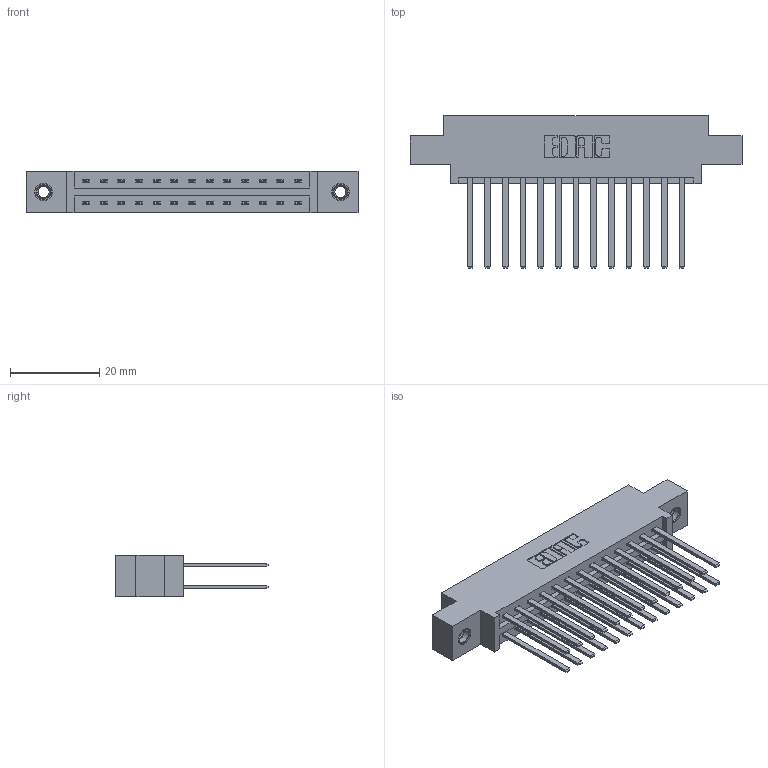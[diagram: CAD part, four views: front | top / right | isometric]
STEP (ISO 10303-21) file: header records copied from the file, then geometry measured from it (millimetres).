
FILE_DESCRIPTION (( 'STEP AP203' ), '1' );
FILE_NAME ('387-026-544-807.STEP', '2019-10-16T20:27:59', ( '' ), ( '' ), 'SwSTEP 2.0', 'SolidWorks 2016', '' );
FILE_SCHEMA (( 'CONFIG_CONTROL_DESIGN' ));
Length unit declared in the file: inch
Products named in the file (4): 345-292-001_345-293-144; 337 Part_0.170 Offset - 0.156 Dia-TI; 345-250-001_345-250-005-103; 387-026-544-807
Assembly tree (29 placements, depth 2):
  387-026-544-807
    337 Part_0.170 Offset - 0.156 Dia-TI
    345-292-001_345-293-144  x26
    345-250-001_345-250-005-103  x2
Bounding box: 74.52 x 34.3 x 9.4 mm (x, y, z)
Volume: 7701.3 mm3; surface area: 9759.1 mm2
Topology: 29 solids, 29 shells, 1426 faces, 4177 edges, 2742 vertices
Faces by surface type: plane 990, cylinder 420, cone 12, torus 4
Entity records: 14964 total; most frequent: CARTESIAN_POINT 2525, ORIENTED_EDGE 2454, DIRECTION 2229, EDGE_CURVE 1227, LINE 1083, VECTOR 1083, VERTEX_POINT 812, AXIS2_PLACEMENT_3D 573
